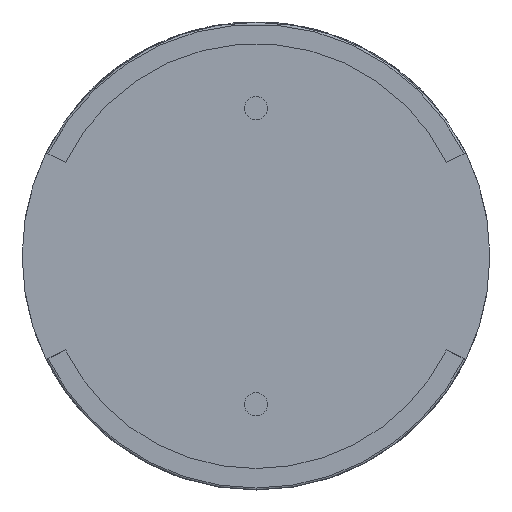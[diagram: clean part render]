
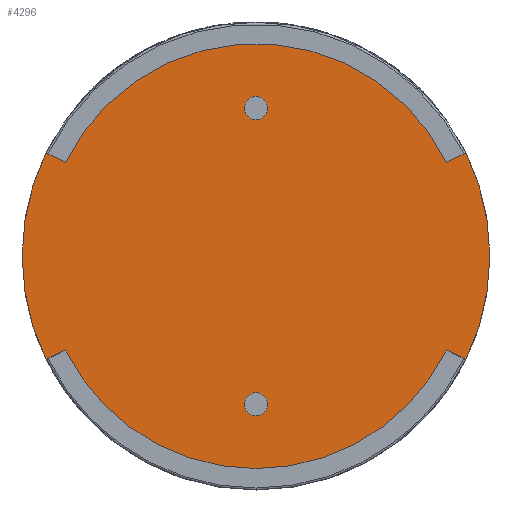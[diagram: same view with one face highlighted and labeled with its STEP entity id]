
A CAD part, front view. The second image highlights one B-rep face of the part: STEP entity #4296.
In plain terms, the highlighted planar face has unit normal (0, -1, 0).
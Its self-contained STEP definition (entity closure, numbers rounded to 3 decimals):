
#130 = VERTEX_POINT ( 'NONE', #6650 ) ;
#327 = CARTESIAN_POINT ( 'NONE',  ( -5.383, 0.5, 2.65 ) ) ;
#516 = CIRCLE ( 'NONE', #8470, 6. ) ;
#531 = DIRECTION ( 'NONE',  ( 0., 0., -1. ) ) ;
#892 = VECTOR ( 'NONE', #6055, 1000. ) ;
#965 = DIRECTION ( 'NONE',  ( 0., -1., 0. ) ) ;
#1012 = ORIENTED_EDGE ( 'NONE', *, *, #8086, .T. ) ;
#1312 = DIRECTION ( 'NONE',  ( 0.897, 0., -0.442 ) ) ;
#1341 = EDGE_LOOP ( 'NONE', ( #4561, #3571, #4784, #3899, #2916, #6327, #7656, #2212, #1012 ) ) ;
#1454 = AXIS2_PLACEMENT_3D ( 'NONE', #6998, #2020, #7827 ) ;
#1514 = VERTEX_POINT ( 'NONE', #1526 ) ;
#1526 = CARTESIAN_POINT ( 'NONE',  ( 4.89, 0.5, -2.407 ) ) ;
#1530 = CARTESIAN_POINT ( 'NONE',  ( 0., 0.5, 0. ) ) ;
#1596 = AXIS2_PLACEMENT_3D ( 'NONE', #10420, #5525, #531 ) ;
#1969 = EDGE_CURVE ( 'NONE', #130, #5598, #4929, .T. ) ;
#2020 = DIRECTION ( 'NONE',  ( 0., -1., 0. ) ) ;
#2061 = VECTOR ( 'NONE', #1312, 1000. ) ;
#2212 = ORIENTED_EDGE ( 'NONE', *, *, #8621, .T. ) ;
#2365 = DIRECTION ( 'NONE',  ( 0., 0., 1. ) ) ;
#2442 = VERTEX_POINT ( 'NONE', #9135 ) ;
#2812 = DIRECTION ( 'NONE',  ( -0.897, 0., 0.442 ) ) ;
#2916 = ORIENTED_EDGE ( 'NONE', *, *, #4781, .T. ) ;
#3064 = DIRECTION ( 'NONE',  ( 0., -1., 0. ) ) ;
#3368 = DIRECTION ( 'NONE',  ( 0.897, 0., 0.442 ) ) ;
#3382 = EDGE_CURVE ( 'NONE', #10142, #1514, #7873, .T. ) ;
#3571 = ORIENTED_EDGE ( 'NONE', *, *, #9390, .T. ) ;
#3851 = VERTEX_POINT ( 'NONE', #6200 ) ;
#3899 = ORIENTED_EDGE ( 'NONE', *, *, #1969, .T. ) ;
#3934 = DIRECTION ( 'NONE',  ( 0., 0., -1. ) ) ;
#4183 = CARTESIAN_POINT ( 'NONE',  ( -4.89, 0.5, -2.407 ) ) ;
#4271 = CIRCLE ( 'NONE', #1596, 5.45 ) ;
#4291 = LINE ( 'NONE', #7400, #2061 ) ;
#4296 = ADVANCED_FACE ( 'NONE', ( #9593 ), #8056, .T. ) ;
#4474 = AXIS2_PLACEMENT_3D ( 'NONE', #5587, #8870, #3934 ) ;
#4561 = ORIENTED_EDGE ( 'NONE', *, *, #10281, .T. ) ;
#4781 = EDGE_CURVE ( 'NONE', #5598, #10142, #6125, .T. ) ;
#4784 = ORIENTED_EDGE ( 'NONE', *, *, #6050, .T. ) ;
#4929 = LINE ( 'NONE', #4183, #9034 ) ;
#5242 = CARTESIAN_POINT ( 'NONE',  ( 4.89, 0.5, 2.407 ) ) ;
#5390 = CARTESIAN_POINT ( 'NONE',  ( 4.89, 0.5, 2.407 ) ) ;
#5525 = DIRECTION ( 'NONE',  ( 0., -1., 0. ) ) ;
#5587 = CARTESIAN_POINT ( 'NONE',  ( 0., 0.5, 0. ) ) ;
#5598 = VERTEX_POINT ( 'NONE', #7305 ) ;
#5955 = CARTESIAN_POINT ( 'NONE',  ( 0., 0.5, 0. ) ) ;
#5991 = VERTEX_POINT ( 'NONE', #6434 ) ;
#6050 = EDGE_CURVE ( 'NONE', #7275, #130, #516, .T. ) ;
#6055 = DIRECTION ( 'NONE',  ( -0.897, 0., -0.442 ) ) ;
#6125 = CIRCLE ( 'NONE', #1454, 5.45 ) ;
#6200 = CARTESIAN_POINT ( 'NONE',  ( -4.89, 0.5, 2.407 ) ) ;
#6327 = ORIENTED_EDGE ( 'NONE', *, *, #3382, .T. ) ;
#6338 = LINE ( 'NONE', #7781, #10714 ) ;
#6434 = CARTESIAN_POINT ( 'NONE',  ( 5.383, 0.5, -2.65 ) ) ;
#6650 = CARTESIAN_POINT ( 'NONE',  ( -5.383, 0.5, -2.65 ) ) ;
#6662 = AXIS2_PLACEMENT_3D ( 'NONE', #5955, #965, #6769 ) ;
#6769 = DIRECTION ( 'NONE',  ( 0., 0., -1. ) ) ;
#6843 = CARTESIAN_POINT ( 'NONE',  ( 0., 0.5, -5.45 ) ) ;
#6927 = AXIS2_PLACEMENT_3D ( 'NONE', #8035, #3064, #8847 ) ;
#6980 = EDGE_CURVE ( 'NONE', #1514, #5991, #4291, .T. ) ;
#6998 = CARTESIAN_POINT ( 'NONE',  ( 0., 0.5, 0. ) ) ;
#7275 = VERTEX_POINT ( 'NONE', #327 ) ;
#7305 = CARTESIAN_POINT ( 'NONE',  ( -4.89, 0.5, -2.407 ) ) ;
#7330 = DIRECTION ( 'NONE',  ( 0., -1., 0. ) ) ;
#7400 = CARTESIAN_POINT ( 'NONE',  ( 4.89, 0.5, -2.407 ) ) ;
#7502 = LINE ( 'NONE', #5242, #892 ) ;
#7656 = ORIENTED_EDGE ( 'NONE', *, *, #6980, .T. ) ;
#7775 = VERTEX_POINT ( 'NONE', #5390 ) ;
#7781 = CARTESIAN_POINT ( 'NONE',  ( -4.89, 0.5, 2.407 ) ) ;
#7827 = DIRECTION ( 'NONE',  ( 0., 0., -1. ) ) ;
#7873 = CIRCLE ( 'NONE', #6927, 5.45 ) ;
#8035 = CARTESIAN_POINT ( 'NONE',  ( 0., 0.5, 0. ) ) ;
#8056 = PLANE ( 'NONE',  #4474 ) ;
#8086 = EDGE_CURVE ( 'NONE', #2442, #7775, #7502, .T. ) ;
#8470 = AXIS2_PLACEMENT_3D ( 'NONE', #1530, #7330, #2365 ) ;
#8621 = EDGE_CURVE ( 'NONE', #5991, #2442, #10585, .T. ) ;
#8847 = DIRECTION ( 'NONE',  ( 0., 0., -1. ) ) ;
#8870 = DIRECTION ( 'NONE',  ( 0., -1., 0. ) ) ;
#9034 = VECTOR ( 'NONE', #3368, 1000. ) ;
#9135 = CARTESIAN_POINT ( 'NONE',  ( 5.383, 0.5, 2.65 ) ) ;
#9390 = EDGE_CURVE ( 'NONE', #3851, #7275, #6338, .T. ) ;
#9593 = FACE_OUTER_BOUND ( 'NONE', #1341, .T. ) ;
#10142 = VERTEX_POINT ( 'NONE', #6843 ) ;
#10281 = EDGE_CURVE ( 'NONE', #7775, #3851, #4271, .T. ) ;
#10420 = CARTESIAN_POINT ( 'NONE',  ( 0., 0.5, 0. ) ) ;
#10585 = CIRCLE ( 'NONE', #6662, 6. ) ;
#10714 = VECTOR ( 'NONE', #2812, 1000. ) ;
